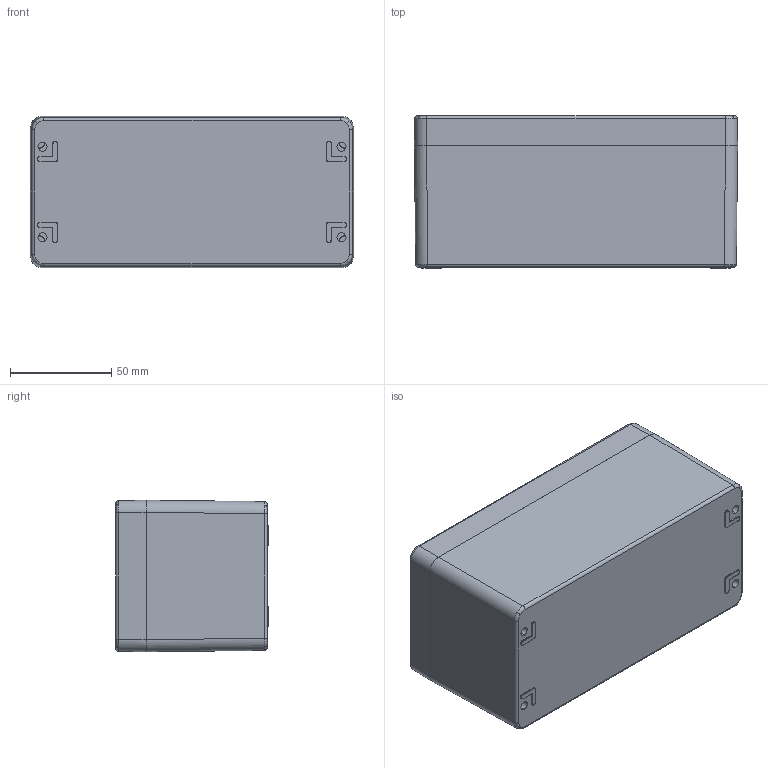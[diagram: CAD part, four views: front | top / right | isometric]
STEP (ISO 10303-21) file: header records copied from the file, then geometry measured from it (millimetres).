
FILE_DESCRIPTION (( 'STEP AP214' ), '1' );
FILE_NAME ('02081608.STEP', '2008-08-14T11:33:15', ( ' ' ), ( '' ), 'SwSTEP 2.0', 'SolidWorks 2008', '' );
FILE_SCHEMA (( 'AUTOMOTIVE_DESIGN' ));
Length unit declared in the file: millimetre
Products named in the file (8): 82009_Standard; 21043-Unterteil_Standard; 02081608; 86221_Standard; 86223_Standard; 93133_Standard; 21043-Deckel_Standard
Assembly tree (14 placements, depth 3):
  02081608
    21043-Deckel_Standard
    21043-Unterteil_Standard
      86223_Standard  x4
      86221_Standard  x2
      21043-Unterteil_Standard
    93133_Standard  x4
    82009_Standard
Bounding box: 160 x 75.5 x 75 mm (x, y, z)
Volume: 277471.5 mm3; surface area: 122011.7 mm2
Topology: 13 solids, 13 shells, 883 faces, 2114 edges, 1274 vertices
Faces by surface type: plane 259, cone 194, cylinder 190, bspline 140, torus 96, sphere 4
Entity records: 23682 total; most frequent: CARTESIAN_POINT 9169, ORIENTED_EDGE 3140, DIRECTION 2924, EDGE_CURVE 1570, AXIS2_PLACEMENT_3D 1187, VERTEX_POINT 948, EDGE_LOOP 712, ADVANCED_FACE 665
